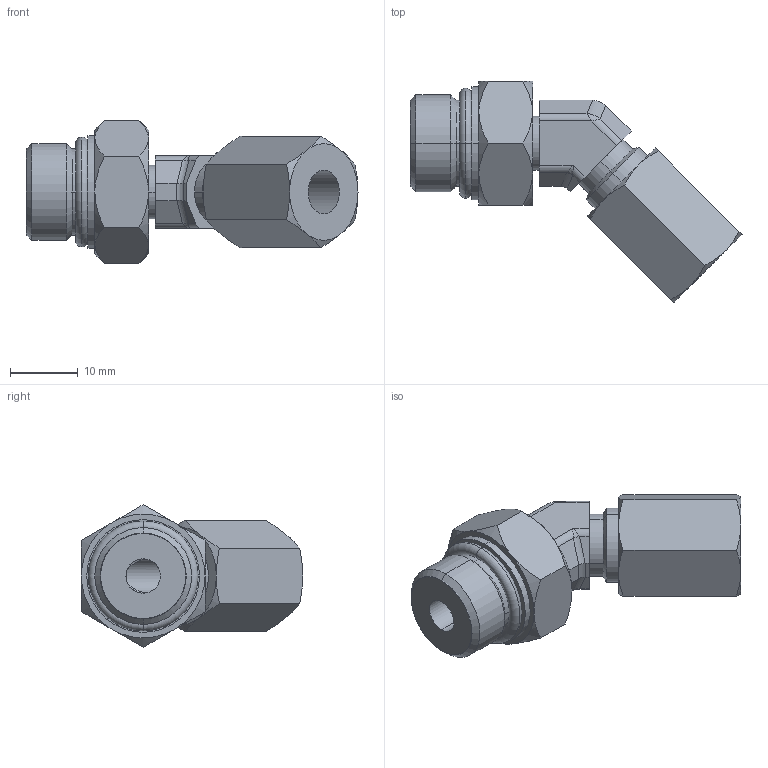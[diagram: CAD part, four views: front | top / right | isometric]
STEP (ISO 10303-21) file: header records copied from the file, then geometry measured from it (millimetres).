
FILE_DESCRIPTION((''),'2;1');
FILE_NAME('ILC30150146','2022-09-26T11:20:46',('rkuestersteffen'),(''),'CREO PARAMETRIC BY PTC INC, 2021164','CREO PARAMETRIC BY PTC INC, 2021164','');
FILE_SCHEMA(('AUTOMOTIVE_DESIGN { 1 0 10303 214 1 1 1 1 }'));
Length unit declared in the file: inch
Products named in the file (1): ILC30150146
Bounding box: 49 x 32.68 x 21.09 mm (x, y, z)
Volume: 7450 mm3; surface area: 4898.5 mm2
Topology: 2 solids, 4 shells, 115 faces, 270 edges, 164 vertices
Faces by surface type: cylinder 38, plane 35, cone 34, bspline 4, torus 4
Entity records: 4774 total; most frequent: CARTESIAN_POINT 1187, DIRECTION 538, ORIENTED_EDGE 532, PRESENTATION_STYLE_ASSIGNMENT 284, STYLED_ITEM 280, CURVE_STYLE 276, EDGE_CURVE 270, AXIS2_PLACEMENT_3D 215
